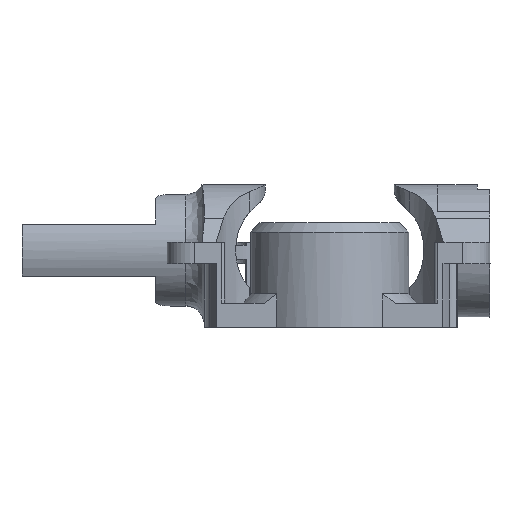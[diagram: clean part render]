
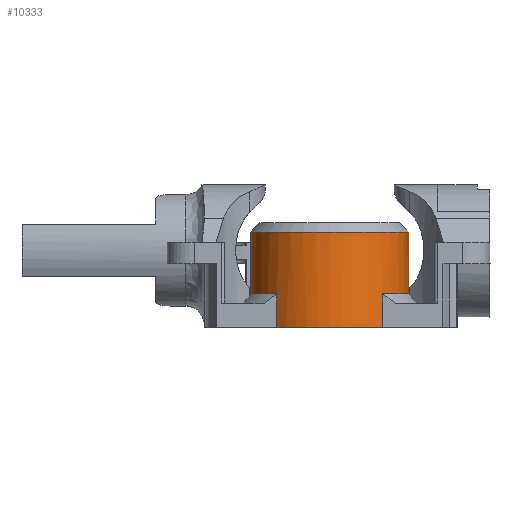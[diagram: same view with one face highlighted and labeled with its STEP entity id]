
A CAD part, left-side view. The second image highlights one B-rep face of the part: STEP entity #10333.
In plain terms, the highlighted cylindrical face has radius 13 mm (diameter 26 mm), a full revolution.
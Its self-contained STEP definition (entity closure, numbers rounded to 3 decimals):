
#249=CIRCLE('',#10586,13.);
#250=CIRCLE('',#10587,13.);
#280=CIRCLE('',#10631,13.);
#282=CIRCLE('',#10634,13.);
#283=CIRCLE('',#10635,13.);
#284=CIRCLE('',#10636,13.);
#428=CYLINDRICAL_SURFACE('',#10633,13.);
#1002=LINE('',#21185,#1663);
#1003=LINE('',#21187,#1664);
#1004=LINE('',#21191,#1665);
#1005=LINE('',#21194,#1666);
#1006=LINE('',#21195,#1667);
#1663=VECTOR('',#11722,13.);
#1664=VECTOR('',#11723,10.);
#1665=VECTOR('',#11726,10.);
#1666=VECTOR('',#11729,10.);
#1667=VECTOR('',#11730,10.);
#2226=FACE_OUTER_BOUND('',#2806,.T.);
#2806=EDGE_LOOP('',(#8771,#8772,#8773,#8774,#8775,#8776,#8777,#8778,#8779,
#8780,#8781,#8782));
#4532=VERTEX_POINT('',#21065);
#4533=VERTEX_POINT('',#21067);
#4534=VERTEX_POINT('',#21069);
#4571=VERTEX_POINT('',#21166);
#4572=VERTEX_POINT('',#21170);
#4574=VERTEX_POINT('',#21183);
#4575=VERTEX_POINT('',#21186);
#4576=VERTEX_POINT('',#21188);
#4577=VERTEX_POINT('',#21190);
#4578=VERTEX_POINT('',#21192);
#5986=EDGE_CURVE('',#4533,#4532,#249,.T.);
#5987=EDGE_CURVE('',#4534,#4533,#250,.T.);
#6034=EDGE_CURVE('',#4571,#4572,#280,.T.);
#6037=EDGE_CURVE('',#4574,#4574,#282,.T.);
#6038=EDGE_CURVE('',#4574,#4533,#1002,.T.);
#6039=EDGE_CURVE('',#4575,#4532,#1003,.T.);
#6040=EDGE_CURVE('',#4576,#4575,#283,.T.);
#6041=EDGE_CURVE('',#4577,#4576,#1004,.T.);
#6042=EDGE_CURVE('',#4578,#4577,#284,.T.);
#6043=EDGE_CURVE('',#4578,#4572,#1005,.T.);
#6044=EDGE_CURVE('',#4534,#4571,#1006,.T.);
#8771=ORIENTED_EDGE('',*,*,#6037,.F.);
#8772=ORIENTED_EDGE('',*,*,#6038,.T.);
#8773=ORIENTED_EDGE('',*,*,#5986,.T.);
#8774=ORIENTED_EDGE('',*,*,#6039,.F.);
#8775=ORIENTED_EDGE('',*,*,#6040,.F.);
#8776=ORIENTED_EDGE('',*,*,#6041,.F.);
#8777=ORIENTED_EDGE('',*,*,#6042,.F.);
#8778=ORIENTED_EDGE('',*,*,#6043,.T.);
#8779=ORIENTED_EDGE('',*,*,#6034,.F.);
#8780=ORIENTED_EDGE('',*,*,#6044,.F.);
#8781=ORIENTED_EDGE('',*,*,#5987,.T.);
#8782=ORIENTED_EDGE('',*,*,#6038,.F.);
#10333=ADVANCED_FACE('',(#2226),#428,.T.);
#10586=AXIS2_PLACEMENT_3D('',#21068,#11608,#11609);
#10587=AXIS2_PLACEMENT_3D('',#21070,#11610,#11611);
#10631=AXIS2_PLACEMENT_3D('',#21171,#11714,#11715);
#10633=AXIS2_PLACEMENT_3D('',#21182,#11718,#11719);
#10634=AXIS2_PLACEMENT_3D('',#21184,#11720,#11721);
#10635=AXIS2_PLACEMENT_3D('',#21189,#11724,#11725);
#10636=AXIS2_PLACEMENT_3D('',#21193,#11727,#11728);
#11608=DIRECTION('center_axis',(0.,0.,1.));
#11609=DIRECTION('ref_axis',(1.,0.,0.));
#11610=DIRECTION('center_axis',(0.,0.,1.));
#11611=DIRECTION('ref_axis',(1.,0.,0.));
#11714=DIRECTION('center_axis',(0.,0.,-1.));
#11715=DIRECTION('ref_axis',(-1.,0.,0.));
#11718=DIRECTION('center_axis',(0.,0.,1.));
#11719=DIRECTION('ref_axis',(1.,0.,0.));
#11720=DIRECTION('center_axis',(0.,0.,1.));
#11721=DIRECTION('ref_axis',(1.,0.,0.));
#11722=DIRECTION('',(0.,0.,-1.));
#11723=DIRECTION('',(0.,0.,-1.));
#11724=DIRECTION('center_axis',(0.,0.,-1.));
#11725=DIRECTION('ref_axis',(-1.,0.,0.));
#11726=DIRECTION('',(0.,0.,1.));
#11727=DIRECTION('center_axis',(0.,0.,-1.));
#11728=DIRECTION('ref_axis',(1.,0.,0.));
#11729=DIRECTION('',(0.,0.,1.));
#11730=DIRECTION('',(0.,0.,1.));
#21065=CARTESIAN_POINT('',(-29.9,-8.711,0.));
#21067=CARTESIAN_POINT('',(-33.25,0.,0.));
#21068=CARTESIAN_POINT('Origin',(-20.25,0.,0.));
#21069=CARTESIAN_POINT('',(-29.9,8.711,0.));
#21070=CARTESIAN_POINT('Origin',(-20.25,0.,0.));
#21166=CARTESIAN_POINT('',(-29.9,8.711,5.5));
#21170=CARTESIAN_POINT('',(-20.25,13.,5.5));
#21171=CARTESIAN_POINT('Origin',(-20.25,0.,5.5));
#21182=CARTESIAN_POINT('Origin',(-20.25,0.,0.));
#21183=CARTESIAN_POINT('',(-33.25,0.,15.7));
#21184=CARTESIAN_POINT('Origin',(-20.25,0.,15.7));
#21185=CARTESIAN_POINT('',(-33.25,0.,0.));
#21186=CARTESIAN_POINT('',(-29.9,-8.711,5.5));
#21187=CARTESIAN_POINT('',(-29.9,-8.711,0.));
#21188=CARTESIAN_POINT('',(-20.25,-13.,5.5));
#21189=CARTESIAN_POINT('Origin',(-20.25,0.,5.5));
#21190=CARTESIAN_POINT('',(-20.25,-13.,5.2));
#21191=CARTESIAN_POINT('',(-20.25,-13.,0.));
#21192=CARTESIAN_POINT('',(-20.25,13.,5.2));
#21193=CARTESIAN_POINT('Origin',(-20.25,0.,5.2));
#21194=CARTESIAN_POINT('',(-20.25,13.,0.));
#21195=CARTESIAN_POINT('',(-29.9,8.711,0.));
